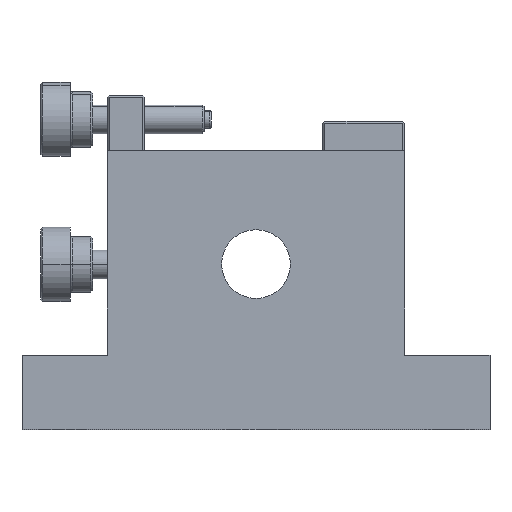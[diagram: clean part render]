
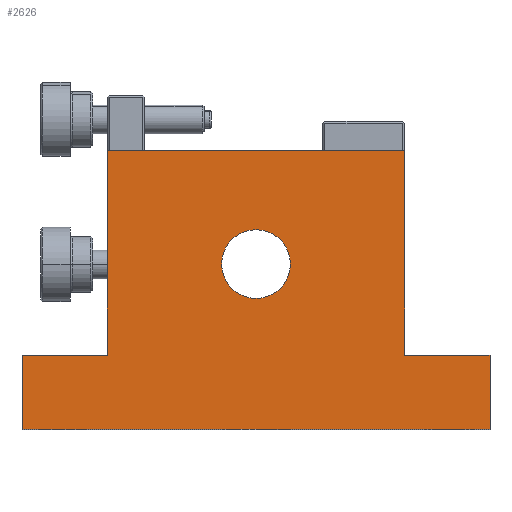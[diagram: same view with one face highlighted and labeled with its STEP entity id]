
A CAD part, top view. The second image highlights one B-rep face of the part: STEP entity #2626.
In plain terms, the highlighted planar face has unit normal (0, 0, 1).
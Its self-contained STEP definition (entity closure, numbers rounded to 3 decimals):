
#15 = ORIENTED_EDGE ( 'NONE', *, *, #1885, .T. ) ;
#21 = ORIENTED_EDGE ( 'NONE', *, *, #1886, .F. ) ;
#44 = ORIENTED_EDGE ( 'NONE', *, *, #2745, .T. ) ;
#45 = ORIENTED_EDGE ( 'NONE', *, *, #1874, .T. ) ;
#48 = ORIENTED_EDGE ( 'NONE', *, *, #3468, .T. ) ;
#231 = ORIENTED_EDGE ( 'NONE', *, *, #3459, .T. ) ;
#232 = ORIENTED_EDGE ( 'NONE', *, *, #3470, .T. ) ;
#240 = ORIENTED_EDGE ( 'NONE', *, *, #1043, .F. ) ;
#262 = ORIENTED_EDGE ( 'NONE', *, *, #3463, .T. ) ;
#266 = ORIENTED_EDGE ( 'NONE', *, *, #3448, .T. ) ;
#367 = AXIS2_PLACEMENT_3D ( 'NONE', #7265, #7264, #7269 ) ;
#664 = EDGE_LOOP ( 'NONE', ( #21, #240 ) ) ;
#730 = EDGE_LOOP ( 'NONE', ( #262, #266, #48, #231, #232, #45, #44, #15 ) ) ;
#954 = CIRCLE ( 'NONE', #5243, 9.25 ) ;
#1043 = EDGE_CURVE ( 'NONE', #2445, #2409, #954, .T. ) ;
#1874 = EDGE_CURVE ( 'NONE', #6324, #6355, #3137, .T. ) ;
#1885 = EDGE_CURVE ( 'NONE', #6345, #6330, #3158, .T. ) ;
#1886 = EDGE_CURVE ( 'NONE', #2409, #2445, #2917, .T. ) ;
#1894 = DIRECTION ( 'NONE',  ( 1., 0., 0. ) ) ;
#1895 = DIRECTION ( 'NONE',  ( 0., 0., 1. ) ) ;
#1896 = CARTESIAN_POINT ( 'NONE',  ( 63., 44.5, 47. ) ) ;
#2409 = VERTEX_POINT ( 'NONE', #4592 ) ;
#2445 = VERTEX_POINT ( 'NONE', #4594 ) ;
#2626 = ADVANCED_FACE ( 'NONE', ( #5670, #5671 ), #7267, .T. ) ;
#2745 = EDGE_CURVE ( 'NONE', #6355, #6345, #5989, .T. ) ;
#2917 = CIRCLE ( 'NONE', #5201, 9.25 ) ;
#3047 = VECTOR ( 'NONE', #4365, 1000. ) ;
#3137 = LINE ( 'NONE', #6848, #3186 ) ;
#3158 = LINE ( 'NONE', #4358, #3047 ) ;
#3186 = VECTOR ( 'NONE', #6849, 1000. ) ;
#3448 = EDGE_CURVE ( 'NONE', #6337, #6360, #5755, .T. ) ;
#3459 = EDGE_CURVE ( 'NONE', #6333, #6343, #5634, .T. ) ;
#3463 = EDGE_CURVE ( 'NONE', #6330, #6337, #5638, .T. ) ;
#3468 = EDGE_CURVE ( 'NONE', #6360, #6333, #5649, .T. ) ;
#3470 = EDGE_CURVE ( 'NONE', #6343, #6324, #5914, .T. ) ;
#3515 = CARTESIAN_POINT ( 'NONE',  ( 23., 75., 47. ) ) ;
#3516 = DIRECTION ( 'NONE',  ( 0., -1., 0. ) ) ;
#3740 = CARTESIAN_POINT ( 'NONE',  ( 0., 0., 47. ) ) ;
#3748 = DIRECTION ( 'NONE',  ( 1., 0., 0. ) ) ;
#4014 = CARTESIAN_POINT ( 'NONE',  ( 103., 75., 47. ) ) ;
#4020 = CARTESIAN_POINT ( 'NONE',  ( 0., 20., 47. ) ) ;
#4023 = CARTESIAN_POINT ( 'NONE',  ( 126., 20., 47. ) ) ;
#4027 = CARTESIAN_POINT ( 'NONE',  ( 0., 0., 47. ) ) ;
#4033 = CARTESIAN_POINT ( 'NONE',  ( 103., 20., 47. ) ) ;
#4035 = CARTESIAN_POINT ( 'NONE',  ( 23., 20., 47. ) ) ;
#4045 = CARTESIAN_POINT ( 'NONE',  ( 23., 75., 47. ) ) ;
#4050 = CARTESIAN_POINT ( 'NONE',  ( 126., 0., 47. ) ) ;
#4358 = CARTESIAN_POINT ( 'NONE',  ( 23., 20., 47. ) ) ;
#4365 = DIRECTION ( 'NONE',  ( -1., 0., 0. ) ) ;
#4367 = CARTESIAN_POINT ( 'NONE',  ( 63., 44.5, 47. ) ) ;
#4368 = DIRECTION ( 'NONE',  ( 1., 0., 0. ) ) ;
#4370 = DIRECTION ( 'NONE',  ( 0., 0., 1. ) ) ;
#4592 = CARTESIAN_POINT ( 'NONE',  ( 72.25, 44.5, 47. ) ) ;
#4594 = CARTESIAN_POINT ( 'NONE',  ( 53.75, 44.5, 47. ) ) ;
#5201 = AXIS2_PLACEMENT_3D ( 'NONE', #4367, #4370, #4368 ) ;
#5243 = AXIS2_PLACEMENT_3D ( 'NONE', #1896, #1895, #1894 ) ;
#5626 = VECTOR ( 'NONE', #7320, 1000. ) ;
#5634 = LINE ( 'NONE', #7319, #5626 ) ;
#5638 = LINE ( 'NONE', #7313, #6003 ) ;
#5649 = LINE ( 'NONE', #7337, #6067 ) ;
#5670 = FACE_BOUND ( 'NONE', #664, .T. ) ;
#5671 = FACE_OUTER_BOUND ( 'NONE', #730, .T. ) ;
#5680 = VECTOR ( 'NONE', #7342, 1000. ) ;
#5737 = VECTOR ( 'NONE', #3748, 1000. ) ;
#5755 = LINE ( 'NONE', #3740, #5737 ) ;
#5914 = LINE ( 'NONE', #7341, #5680 ) ;
#5984 = VECTOR ( 'NONE', #3516, 1000. ) ;
#5989 = LINE ( 'NONE', #3515, #5984 ) ;
#6003 = VECTOR ( 'NONE', #7328, 1000. ) ;
#6067 = VECTOR ( 'NONE', #7338, 1000. ) ;
#6324 = VERTEX_POINT ( 'NONE', #4014 ) ;
#6330 = VERTEX_POINT ( 'NONE', #4020 ) ;
#6333 = VERTEX_POINT ( 'NONE', #4023 ) ;
#6337 = VERTEX_POINT ( 'NONE', #4027 ) ;
#6343 = VERTEX_POINT ( 'NONE', #4033 ) ;
#6345 = VERTEX_POINT ( 'NONE', #4035 ) ;
#6355 = VERTEX_POINT ( 'NONE', #4045 ) ;
#6360 = VERTEX_POINT ( 'NONE', #4050 ) ;
#6848 = CARTESIAN_POINT ( 'NONE',  ( 103., 75., 47. ) ) ;
#6849 = DIRECTION ( 'NONE',  ( -1., 0., 0. ) ) ;
#7264 = DIRECTION ( 'NONE',  ( 0., 0., 1. ) ) ;
#7265 = CARTESIAN_POINT ( 'NONE',  ( 0., 0., 47. ) ) ;
#7267 = PLANE ( 'NONE',  #367 ) ;
#7269 = DIRECTION ( 'NONE',  ( 1., 0., 0. ) ) ;
#7313 = CARTESIAN_POINT ( 'NONE',  ( 0., 20., 47. ) ) ;
#7319 = CARTESIAN_POINT ( 'NONE',  ( 126., 20., 47. ) ) ;
#7320 = DIRECTION ( 'NONE',  ( -1., 0., 0. ) ) ;
#7328 = DIRECTION ( 'NONE',  ( 0., -1., 0. ) ) ;
#7337 = CARTESIAN_POINT ( 'NONE',  ( 126., 0., 47. ) ) ;
#7338 = DIRECTION ( 'NONE',  ( 0., 1., 0. ) ) ;
#7341 = CARTESIAN_POINT ( 'NONE',  ( 103., 20., 47. ) ) ;
#7342 = DIRECTION ( 'NONE',  ( 0., 1., 0. ) ) ;
